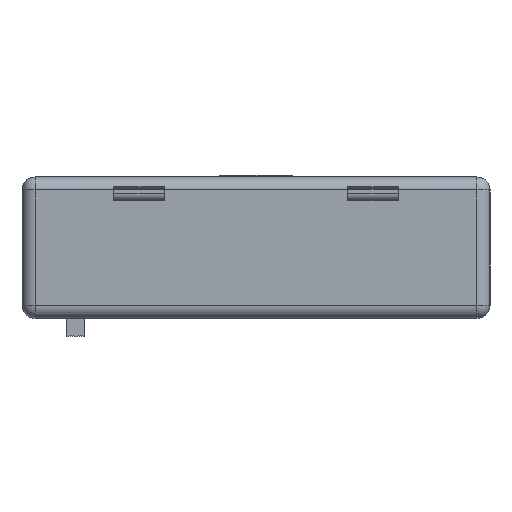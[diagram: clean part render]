
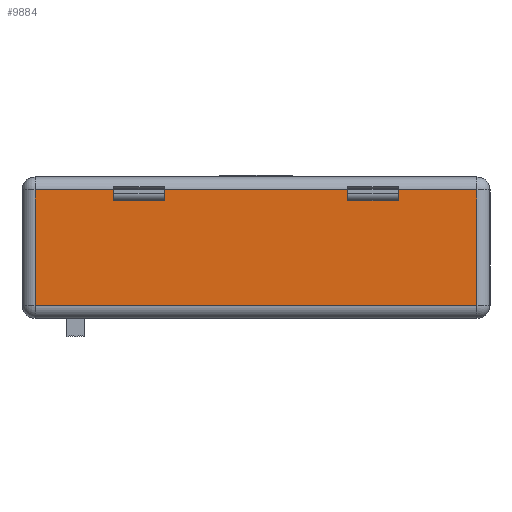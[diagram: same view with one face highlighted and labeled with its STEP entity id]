
A CAD part, left-side view. The second image highlights one B-rep face of the part: STEP entity #9884.
In plain terms, the highlighted planar face has unit normal (-1, 0, 0).
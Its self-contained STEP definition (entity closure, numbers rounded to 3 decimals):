
#163 = VERTEX_POINT ( 'NONE', #1468 ) ;
#175 = VECTOR ( 'NONE', #15758, 1000. ) ;
#186 = CARTESIAN_POINT ( 'NONE',  ( -34.25, 44.875, 7.95 ) ) ;
#646 = VECTOR ( 'NONE', #12054, 1000. ) ;
#691 = PLANE ( 'NONE',  #6295 ) ;
#769 = CARTESIAN_POINT ( 'NONE',  ( -34.25, 1.8, 9.75 ) ) ;
#1187 = CARTESIAN_POINT ( 'NONE',  ( -34.25, 51.875, 6.45 ) ) ;
#1238 = LINE ( 'NONE', #13150, #13580 ) ;
#1468 = CARTESIAN_POINT ( 'NONE',  ( -34.25, 44.875, 6.45 ) ) ;
#1925 = DIRECTION ( 'NONE',  ( 0., 0., 1. ) ) ;
#2072 = CARTESIAN_POINT ( 'NONE',  ( -34.25, 51.875, 7.95 ) ) ;
#2305 = ORIENTED_EDGE ( 'NONE', *, *, #3323, .F. ) ;
#2506 = VERTEX_POINT ( 'NONE', #1187 ) ;
#2608 = CARTESIAN_POINT ( 'NONE',  ( -34.25, 19.625, 6.45 ) ) ;
#2769 = VECTOR ( 'NONE', #2854, 1000. ) ;
#2854 = DIRECTION ( 'NONE',  ( 0., -1., 0. ) ) ;
#2907 = CARTESIAN_POINT ( 'NONE',  ( -34.25, 62.7, 7.95 ) ) ;
#3288 = CARTESIAN_POINT ( 'NONE',  ( -34.25, 62.7, 9.75 ) ) ;
#3323 = EDGE_CURVE ( 'NONE', #20423, #22898, #15485, .T. ) ;
#3942 = LINE ( 'NONE', #21587, #2769 ) ;
#4040 = CARTESIAN_POINT ( 'NONE',  ( -34.25, 62.7, -7.95 ) ) ;
#4255 = LINE ( 'NONE', #2608, #175 ) ;
#4379 = VERTEX_POINT ( 'NONE', #5001 ) ;
#4646 = VERTEX_POINT ( 'NONE', #186 ) ;
#5001 = CARTESIAN_POINT ( 'NONE',  ( -34.25, 19.625, 6.45 ) ) ;
#5066 = VECTOR ( 'NONE', #7548, 1000. ) ;
#5089 = CARTESIAN_POINT ( 'NONE',  ( -34.25, 1.8, 7.95 ) ) ;
#6152 = LINE ( 'NONE', #16331, #21764 ) ;
#6282 = CARTESIAN_POINT ( 'NONE',  ( -34.25, 19.625, 7.95 ) ) ;
#6284 = LINE ( 'NONE', #3288, #21314 ) ;
#6295 = AXIS2_PLACEMENT_3D ( 'NONE', #769, #15714, #8323 ) ;
#7068 = VERTEX_POINT ( 'NONE', #2072 ) ;
#7548 = DIRECTION ( 'NONE',  ( 0., -1., 0. ) ) ;
#7714 = EDGE_CURVE ( 'NONE', #13235, #22898, #23687, .T. ) ;
#8323 = DIRECTION ( 'NONE',  ( 0., 0., -1. ) ) ;
#9460 = VECTOR ( 'NONE', #20391, 1000. ) ;
#9719 = EDGE_CURVE ( 'NONE', #16635, #4646, #13904, .T. ) ;
#9884 = ADVANCED_FACE ( 'NONE', ( #13598 ), #691, .F. ) ;
#10135 = VECTOR ( 'NONE', #21294, 1000. ) ;
#10144 = CARTESIAN_POINT ( 'NONE',  ( -34.25, 1.8, 9.75 ) ) ;
#11321 = EDGE_CURVE ( 'NONE', #2506, #163, #14775, .T. ) ;
#11659 = EDGE_CURVE ( 'NONE', #163, #4646, #1238, .T. ) ;
#12054 = DIRECTION ( 'NONE',  ( 0., 0., -1. ) ) ;
#12119 = VERTEX_POINT ( 'NONE', #23126 ) ;
#12384 = ORIENTED_EDGE ( 'NONE', *, *, #7714, .T. ) ;
#12544 = DIRECTION ( 'NONE',  ( 0., 0., -1. ) ) ;
#12637 = EDGE_CURVE ( 'NONE', #13235, #12119, #22377, .T. ) ;
#13150 = CARTESIAN_POINT ( 'NONE',  ( -34.25, 44.875, 7.95 ) ) ;
#13192 = VECTOR ( 'NONE', #15331, 1000. ) ;
#13235 = VERTEX_POINT ( 'NONE', #15845 ) ;
#13344 = EDGE_CURVE ( 'NONE', #16635, #4379, #6152, .T. ) ;
#13363 = EDGE_LOOP ( 'NONE', ( #12384, #2305, #14874, #21830, #14487, #16787, #22439, #18075, #15350, #13389, #21097, #17893 ) ) ;
#13389 = ORIENTED_EDGE ( 'NONE', *, *, #20794, .T. ) ;
#13531 = CARTESIAN_POINT ( 'NONE',  ( -34.25, 12.625, 7.95 ) ) ;
#13580 = VECTOR ( 'NONE', #1925, 1000. ) ;
#13598 = FACE_OUTER_BOUND ( 'NONE', #13363, .T. ) ;
#13710 = EDGE_CURVE ( 'NONE', #7068, #15949, #21439, .T. ) ;
#13904 = LINE ( 'NONE', #22444, #9460 ) ;
#14380 = DIRECTION ( 'NONE',  ( 0., 0., -1. ) ) ;
#14487 = ORIENTED_EDGE ( 'NONE', *, *, #9719, .T. ) ;
#14775 = LINE ( 'NONE', #20826, #5066 ) ;
#14874 = ORIENTED_EDGE ( 'NONE', *, *, #22376, .F. ) ;
#15331 = DIRECTION ( 'NONE',  ( 0., 1., 0. ) ) ;
#15350 = ORIENTED_EDGE ( 'NONE', *, *, #13710, .T. ) ;
#15485 = LINE ( 'NONE', #17603, #10135 ) ;
#15714 = DIRECTION ( 'NONE',  ( 1., 0., 0. ) ) ;
#15743 = CARTESIAN_POINT ( 'NONE',  ( -34.25, 51.875, 7.95 ) ) ;
#15758 = DIRECTION ( 'NONE',  ( 0., -1., 0. ) ) ;
#15845 = CARTESIAN_POINT ( 'NONE',  ( -34.25, 1.8, 7.95 ) ) ;
#15949 = VERTEX_POINT ( 'NONE', #2907 ) ;
#16193 = DIRECTION ( 'NONE',  ( 0., 1., 0. ) ) ;
#16331 = CARTESIAN_POINT ( 'NONE',  ( -34.25, 19.625, 7.95 ) ) ;
#16635 = VERTEX_POINT ( 'NONE', #6282 ) ;
#16787 = ORIENTED_EDGE ( 'NONE', *, *, #11659, .F. ) ;
#17603 = CARTESIAN_POINT ( 'NONE',  ( -34.25, 12.625, 7.95 ) ) ;
#17893 = ORIENTED_EDGE ( 'NONE', *, *, #12637, .F. ) ;
#18075 = ORIENTED_EDGE ( 'NONE', *, *, #21702, .F. ) ;
#18105 = LINE ( 'NONE', #15743, #23088 ) ;
#19286 = CARTESIAN_POINT ( 'NONE',  ( -34.25, 1.8, 7.95 ) ) ;
#20391 = DIRECTION ( 'NONE',  ( 0., 1., 0. ) ) ;
#20423 = VERTEX_POINT ( 'NONE', #23087 ) ;
#20732 = VECTOR ( 'NONE', #16193, 1000. ) ;
#20794 = EDGE_CURVE ( 'NONE', #15949, #21846, #6284, .T. ) ;
#20826 = CARTESIAN_POINT ( 'NONE',  ( -34.25, 44.875, 6.45 ) ) ;
#21097 = ORIENTED_EDGE ( 'NONE', *, *, #23308, .T. ) ;
#21294 = DIRECTION ( 'NONE',  ( 0., 0., 1. ) ) ;
#21314 = VECTOR ( 'NONE', #14380, 1000. ) ;
#21439 = LINE ( 'NONE', #19286, #13192 ) ;
#21587 = CARTESIAN_POINT ( 'NONE',  ( -34.25, 1.8, -7.95 ) ) ;
#21702 = EDGE_CURVE ( 'NONE', #7068, #2506, #18105, .T. ) ;
#21764 = VECTOR ( 'NONE', #12544, 1000. ) ;
#21830 = ORIENTED_EDGE ( 'NONE', *, *, #13344, .F. ) ;
#21846 = VERTEX_POINT ( 'NONE', #4040 ) ;
#22376 = EDGE_CURVE ( 'NONE', #4379, #20423, #4255, .T. ) ;
#22377 = LINE ( 'NONE', #10144, #646 ) ;
#22439 = ORIENTED_EDGE ( 'NONE', *, *, #11321, .F. ) ;
#22444 = CARTESIAN_POINT ( 'NONE',  ( -34.25, 1.8, 7.95 ) ) ;
#22898 = VERTEX_POINT ( 'NONE', #13531 ) ;
#23087 = CARTESIAN_POINT ( 'NONE',  ( -34.25, 12.625, 6.45 ) ) ;
#23088 = VECTOR ( 'NONE', #23281, 1000. ) ;
#23126 = CARTESIAN_POINT ( 'NONE',  ( -34.25, 1.8, -7.95 ) ) ;
#23281 = DIRECTION ( 'NONE',  ( 0., 0., -1. ) ) ;
#23308 = EDGE_CURVE ( 'NONE', #21846, #12119, #3942, .T. ) ;
#23687 = LINE ( 'NONE', #5089, #20732 ) ;
